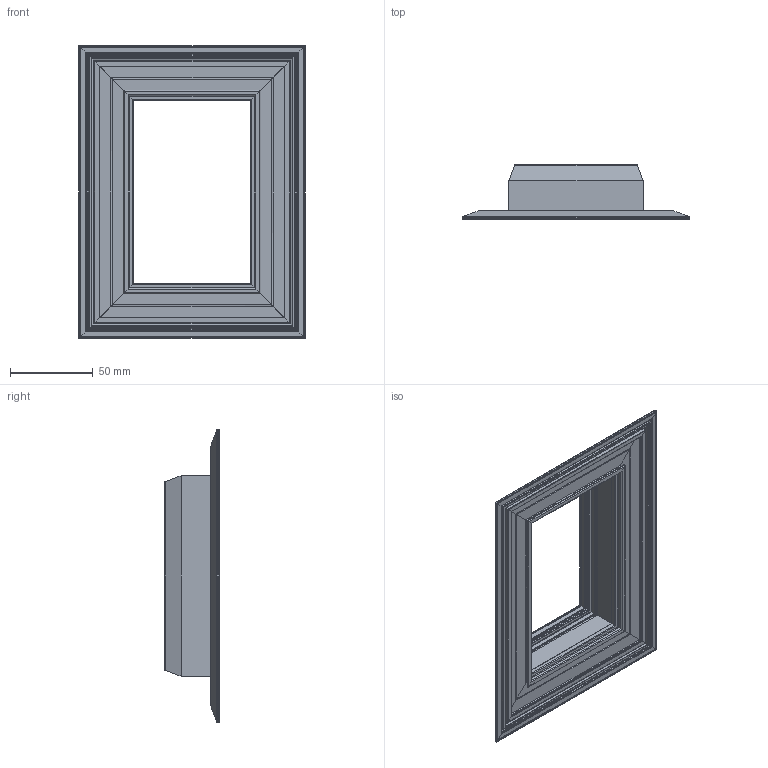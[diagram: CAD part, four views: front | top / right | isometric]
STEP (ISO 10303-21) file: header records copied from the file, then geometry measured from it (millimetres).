
FILE_DESCRIPTION (( 'STEP AP214' ), '1' );
FILE_NAME ('6278840.stp', '2016-06-28T12:53:55', ( '' ), ( '' ), 'SwSTEP 2.0', 'SolidWorks 2014', '' );
FILE_SCHEMA (( 'AUTOMOTIVE_DESIGN' ));
Length unit declared in the file: millimetre
Products named in the file (3): 046964_70 beidseitige Gehrung; 046964_110; 6278840
Assembly tree (4 placements, depth 2):
  6278840
    046964_110  x2
    046964_70 beidseitige Gehrung  x2
Bounding box: 137 x 33 x 177 mm (x, y, z)
Volume: 63485.4 mm3; surface area: 73136 mm2
Topology: 4 solids, 4 shells, 364 faces, 1068 edges, 712 vertices
Faces by surface type: plane 188, cylinder 176
Entity records: 6044 total; most frequent: CARTESIAN_POINT 1607, ORIENTED_EDGE 1068, DIRECTION 736, EDGE_CURVE 534, LINE 358, VECTOR 358, VERTEX_POINT 356, AXIS2_PLACEMENT_3D 189
